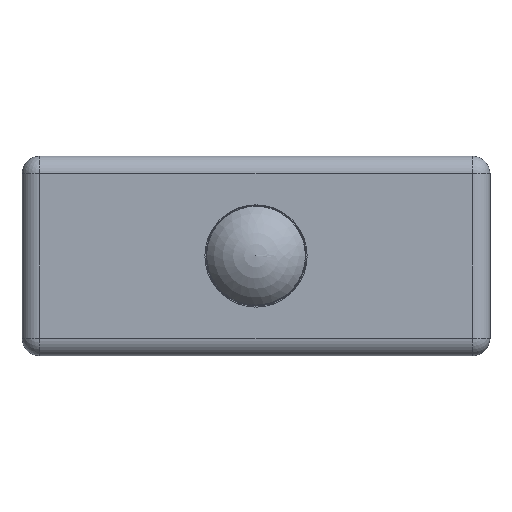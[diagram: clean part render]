
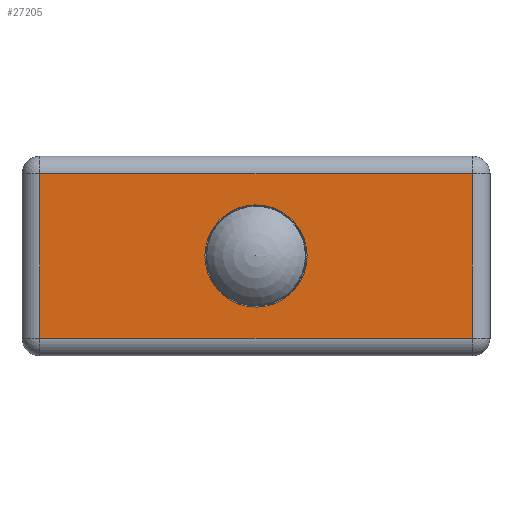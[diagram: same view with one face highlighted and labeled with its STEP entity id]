
A CAD part, top view. The second image highlights one B-rep face of the part: STEP entity #27205.
In plain terms, the highlighted planar face has unit normal (0, 0, 1).
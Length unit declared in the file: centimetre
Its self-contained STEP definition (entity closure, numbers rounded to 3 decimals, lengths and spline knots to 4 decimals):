
#127=CIRCLE('',#28697,0.435);
#298=FACE_BOUND('',#2888,.T.);
#1469=FACE_OUTER_BOUND('',#2887,.T.);
#2887=EDGE_LOOP('',(#23527,#23528,#23529,#23530));
#2888=EDGE_LOOP('',(#23531));
#6423=LINE('',#42518,#10151);
#6428=LINE('',#42536,#10156);
#6437=LINE('',#42568,#10165);
#6439=LINE('',#42576,#10167);
#10151=VECTOR('',#34707,0.1);
#10156=VECTOR('',#34728,0.1);
#10165=VECTOR('',#34765,0.1);
#10167=VECTOR('',#34775,0.1);
#12853=VERTEX_POINT('',#42514);
#12854=VERTEX_POINT('',#42516);
#12859=VERTEX_POINT('',#42534);
#12868=VERTEX_POINT('',#42564);
#12870=VERTEX_POINT('',#42572);
#16499=EDGE_CURVE('',#12853,#12854,#6423,.T.);
#16508=EDGE_CURVE('',#12854,#12859,#6428,.T.);
#16524=EDGE_CURVE('',#12859,#12868,#6437,.T.);
#16527=EDGE_CURVE('',#12870,#12870,#127,.T.);
#16528=EDGE_CURVE('',#12868,#12853,#6439,.T.);
#23527=ORIENTED_EDGE('',*,*,#16499,.T.);
#23528=ORIENTED_EDGE('',*,*,#16508,.T.);
#23529=ORIENTED_EDGE('',*,*,#16524,.T.);
#23530=ORIENTED_EDGE('',*,*,#16528,.T.);
#23531=ORIENTED_EDGE('',*,*,#16527,.T.);
#25863=PLANE('',#28698);
#27205=ADVANCED_FACE('',(#1469,#298),#25863,.T.);
#28697=AXIS2_PLACEMENT_3D('',#42574,#34771,#34772);
#28698=AXIS2_PLACEMENT_3D('',#42575,#34773,#34774);
#34707=DIRECTION('',(0.,1.,0.));
#34728=DIRECTION('',(-1.,0.,0.));
#34765=DIRECTION('',(0.,-1.,0.));
#34771=DIRECTION('center_axis',(0.,0.,
-1.));
#34772=DIRECTION('ref_axis',(1.,0.,0.));
#34773=DIRECTION('center_axis',(0.,0.,
1.));
#34774=DIRECTION('ref_axis',(1.,0.,0.));
#34775=DIRECTION('',(1.,0.,0.));
#42514=CARTESIAN_POINT('',(1.84,-0.7,1.43));
#42516=CARTESIAN_POINT('',(1.84,0.7,1.43));
#42518=CARTESIAN_POINT('',(1.84,-0.7,1.43));
#42534=CARTESIAN_POINT('',(-1.84,0.7,1.43));
#42536=CARTESIAN_POINT('',(1.84,0.7,1.43));
#42564=CARTESIAN_POINT('',(-1.84,-0.7,1.43));
#42568=CARTESIAN_POINT('',(-1.84,0.7,1.43));
#42572=CARTESIAN_POINT('',(-0.435,0.,1.43));
#42574=CARTESIAN_POINT('Origin',(0.,0.,
1.43));
#42575=CARTESIAN_POINT('Origin',(0.,0.,
1.43));
#42576=CARTESIAN_POINT('',(-1.84,-0.7,1.43));
